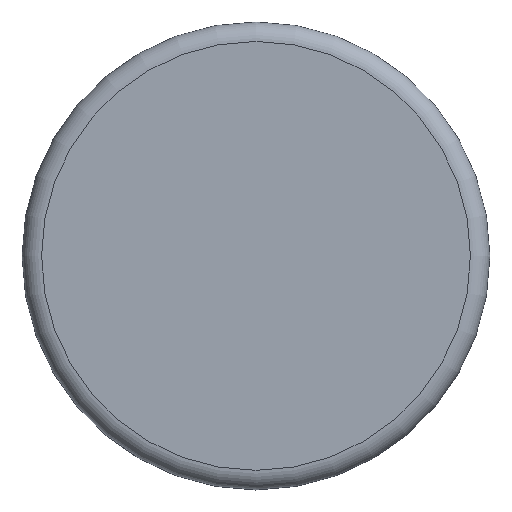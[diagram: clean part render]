
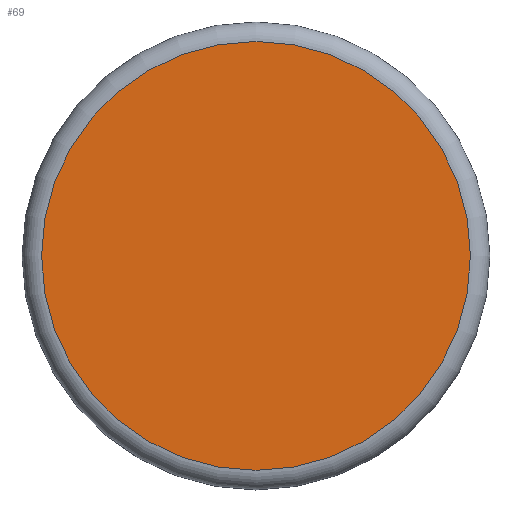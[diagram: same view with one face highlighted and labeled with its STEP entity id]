
A CAD part, top view. The second image highlights one B-rep face of the part: STEP entity #69.
In plain terms, the highlighted planar face has unit normal (0, 0, 1).
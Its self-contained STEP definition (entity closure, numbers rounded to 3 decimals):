
#69 = ADVANCED_FACE( '', ( #147 ), #148, .F. );
#147 = FACE_OUTER_BOUND( '', #220, .T. );
#148 = PLANE( '', #221 );
#220 = EDGE_LOOP( '', ( #315 ) );
#221 = AXIS2_PLACEMENT_3D( '', #316, #317, #318 );
#315 = ORIENTED_EDGE( '', *, *, #341, .T. );
#316 = CARTESIAN_POINT( '', ( 12., 0., 16.5 ) );
#317 = DIRECTION( '', ( 0., 0., -1. ) );
#318 = DIRECTION( '', ( -1., 0., 0. ) );
#341 = EDGE_CURVE( '', #380, #380, #381, .F. );
#380 = VERTEX_POINT( '', #429 );
#381 = CIRCLE( '', #430, 11. );
#429 = CARTESIAN_POINT( '', ( -11., 0., 16.5 ) );
#430 = AXIS2_PLACEMENT_3D( '', #480, #481, #482 );
#480 = CARTESIAN_POINT( '', ( 0., 0., 16.5 ) );
#481 = DIRECTION( '', ( 0., 0., -1. ) );
#482 = DIRECTION( '', ( -1., 0., 0. ) );
